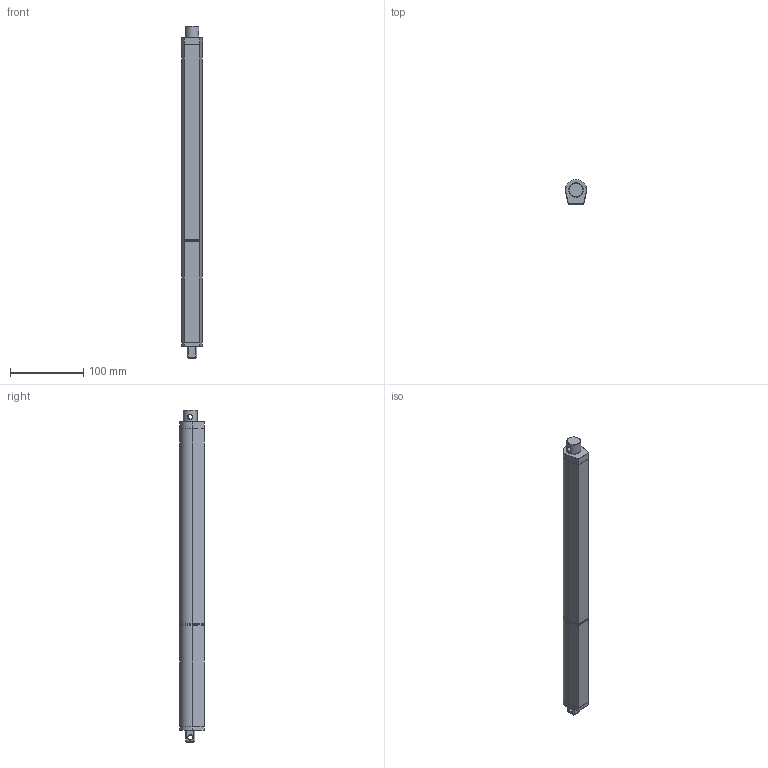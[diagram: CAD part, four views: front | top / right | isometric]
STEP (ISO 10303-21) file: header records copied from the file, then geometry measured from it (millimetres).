
FILE_DESCRIPTION(/* description */ (''),/* implementation_level */ '2;1');
FILE_NAME(/* name */ 'FA-RMS-15-12-10.step',/* time_stamp */ '2019-09-05T15:54:34-07:00',/* author */ (''),/* organization */ (''),/* preprocessor_version */ 'ST-DEVELOPER v18',/* originating_system */ 'Autodesk Translation Framework v8.6.0.1094',/* authorisation */ '');
FILE_SCHEMA (('AUTOMOTIVE_DESIGN { 1 0 10303 214 3 1 1 }'));
Length unit declared in the file: inch
Products named in the file (1): (Unsaved)
Bounding box: 28.74 x 33.49 x 454.09 mm (x, y, z)
Volume: 342148.1 mm3; surface area: 49477 mm2
Topology: 2 solids, 2 shells, 98 faces, 225 edges, 140 vertices
Faces by surface type: plane 45, cylinder 37, sphere 8, torus 3, cone 3, bspline 2
Full cylindrical faces by diameter (mm): 6.35 x2, 19.05 x1, 19.558 x1
Entity records: 3313 total; most frequent: CARTESIAN_POINT 1004, DIRECTION 490, ORIENTED_EDGE 450, EDGE_CURVE 225, AXIS2_PLACEMENT_3D 178, VERTEX_POINT 140, LINE 134, VECTOR 134
